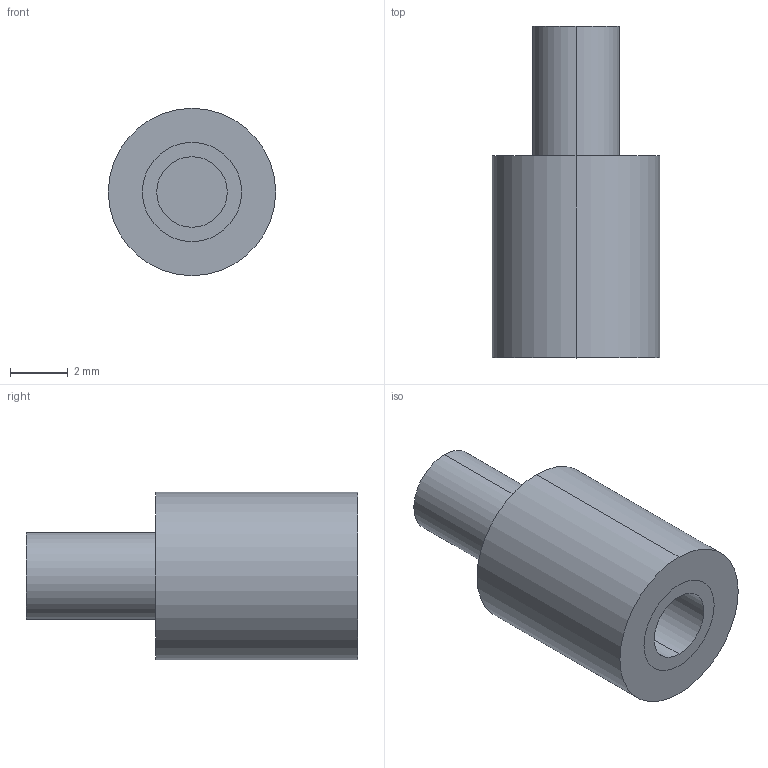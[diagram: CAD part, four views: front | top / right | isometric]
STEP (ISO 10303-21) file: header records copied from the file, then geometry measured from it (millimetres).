
FILE_DESCRIPTION (( 'STEP AP214' ), '1' );
FILE_NAME ('m3_vibe_mnt.STEP', '2018-01-08T17:50:58', ( '' ), ( '' ), 'SwSTEP 2.0', 'SolidWorks 2016', '' );
FILE_SCHEMA (( 'AUTOMOTIVE_DESIGN' ));
Length unit declared in the file: millimetre
Products named in the file (1): m3_vibe_mnt
Bounding box: 5.8 x 11.5 x 5.8 mm (x, y, z)
Volume: 202.7 mm3; surface area: 245.8 mm2
Topology: 1 solids, 1 shells, 11 faces, 20 edges, 14 vertices
Faces by surface type: cylinder 6, plane 5
Entity records: 417 total; most frequent: DIRECTION 58, CARTESIAN_POINT 46, ORIENTED_EDGE 40, AXIS2_PLACEMENT_3D 26, EDGE_CURVE 20, VERTEX_POINT 14, CIRCLE 14, EDGE_LOOP 14
